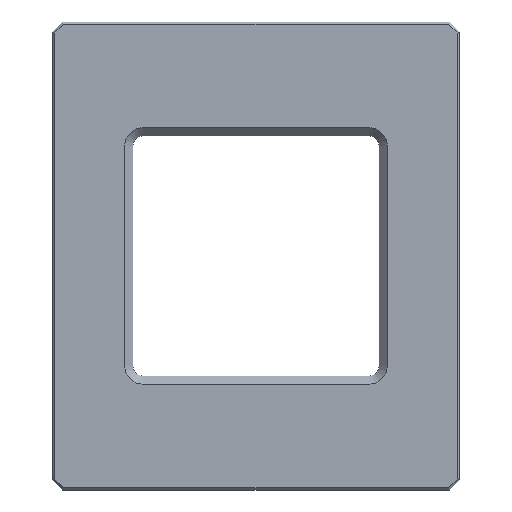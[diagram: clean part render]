
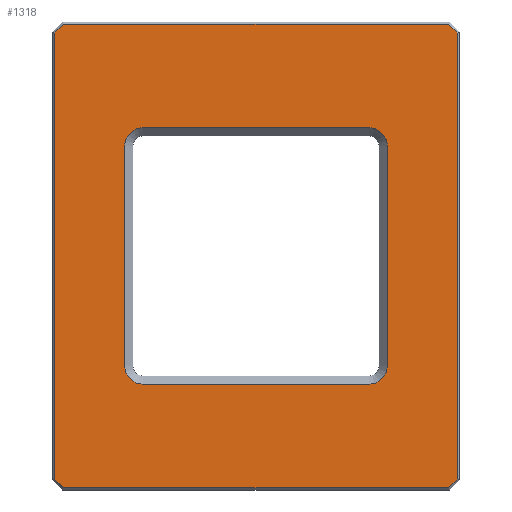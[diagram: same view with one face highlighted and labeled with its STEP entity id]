
A CAD part, top view. The second image highlights one B-rep face of the part: STEP entity #1318.
In plain terms, the highlighted planar face has unit normal (0, 0, 1).
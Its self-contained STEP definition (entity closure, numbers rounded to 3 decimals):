
#194=FACE_BOUND('',#361,.T.);
#222=PLANE('',#1446);
#283=FACE_OUTER_BOUND('',#360,.T.);
#360=EDGE_LOOP('',(#1161,#1162,#1163,#1164,#1165,#1166,#1167,#1168));
#361=EDGE_LOOP('',(#1169,#1170,#1171,#1172,#1173,#1174,#1175,#1176));
#452=LINE('',#2106,#570);
#456=LINE('',#2113,#574);
#459=LINE('',#2119,#577);
#462=LINE('',#2125,#580);
#465=LINE('',#2130,#583);
#467=LINE('',#2134,#585);
#469=LINE('',#2138,#587);
#471=LINE('',#2141,#589);
#473=LINE('',#2149,#591);
#474=LINE('',#2153,#592);
#475=LINE('',#2157,#593);
#476=LINE('',#2160,#594);
#570=VECTOR('',#1721,10.);
#574=VECTOR('',#1727,10.);
#577=VECTOR('',#1732,10.);
#580=VECTOR('',#1737,10.);
#583=VECTOR('',#1742,10.);
#585=VECTOR('',#1746,10.);
#587=VECTOR('',#1750,10.);
#589=VECTOR('',#1754,10.);
#591=VECTOR('',#1762,10.);
#592=VECTOR('',#1765,10.);
#593=VECTOR('',#1768,10.);
#594=VECTOR('',#1771,10.);
#653=CIRCLE('',#1447,9.);
#654=CIRCLE('',#1448,9.);
#655=CIRCLE('',#1449,9.);
#656=CIRCLE('',#1450,9.);
#740=VERTEX_POINT('',#2104);
#741=VERTEX_POINT('',#2105);
#743=VERTEX_POINT('',#2112);
#745=VERTEX_POINT('',#2118);
#747=VERTEX_POINT('',#2124);
#748=VERTEX_POINT('',#2129);
#749=VERTEX_POINT('',#2133);
#750=VERTEX_POINT('',#2137);
#751=VERTEX_POINT('',#2145);
#752=VERTEX_POINT('',#2146);
#753=VERTEX_POINT('',#2148);
#754=VERTEX_POINT('',#2150);
#755=VERTEX_POINT('',#2152);
#756=VERTEX_POINT('',#2154);
#757=VERTEX_POINT('',#2156);
#758=VERTEX_POINT('',#2158);
#874=EDGE_CURVE('',#740,#741,#452,.T.);
#878=EDGE_CURVE('',#741,#743,#456,.T.);
#881=EDGE_CURVE('',#743,#745,#459,.T.);
#884=EDGE_CURVE('',#745,#747,#462,.T.);
#887=EDGE_CURVE('',#747,#748,#465,.T.);
#889=EDGE_CURVE('',#748,#749,#467,.T.);
#891=EDGE_CURVE('',#749,#750,#469,.T.);
#893=EDGE_CURVE('',#750,#740,#471,.T.);
#895=EDGE_CURVE('',#751,#752,#653,.T.);
#896=EDGE_CURVE('',#753,#751,#473,.T.);
#897=EDGE_CURVE('',#754,#753,#654,.T.);
#898=EDGE_CURVE('',#755,#754,#474,.T.);
#899=EDGE_CURVE('',#756,#755,#655,.T.);
#900=EDGE_CURVE('',#757,#756,#475,.T.);
#901=EDGE_CURVE('',#758,#757,#656,.T.);
#902=EDGE_CURVE('',#752,#758,#476,.T.);
#1161=ORIENTED_EDGE('',*,*,#874,.F.);
#1162=ORIENTED_EDGE('',*,*,#893,.F.);
#1163=ORIENTED_EDGE('',*,*,#891,.F.);
#1164=ORIENTED_EDGE('',*,*,#889,.F.);
#1165=ORIENTED_EDGE('',*,*,#887,.F.);
#1166=ORIENTED_EDGE('',*,*,#884,.F.);
#1167=ORIENTED_EDGE('',*,*,#881,.F.);
#1168=ORIENTED_EDGE('',*,*,#878,.F.);
#1169=ORIENTED_EDGE('',*,*,#895,.F.);
#1170=ORIENTED_EDGE('',*,*,#896,.F.);
#1171=ORIENTED_EDGE('',*,*,#897,.F.);
#1172=ORIENTED_EDGE('',*,*,#898,.F.);
#1173=ORIENTED_EDGE('',*,*,#899,.F.);
#1174=ORIENTED_EDGE('',*,*,#900,.F.);
#1175=ORIENTED_EDGE('',*,*,#901,.F.);
#1176=ORIENTED_EDGE('',*,*,#902,.F.);
#1318=ADVANCED_FACE('',(#283,#194),#222,.T.);
#1446=AXIS2_PLACEMENT_3D('',#2144,#1758,#1759);
#1447=AXIS2_PLACEMENT_3D('',#2147,#1760,#1761);
#1448=AXIS2_PLACEMENT_3D('',#2151,#1763,#1764);
#1449=AXIS2_PLACEMENT_3D('',#2155,#1766,#1767);
#1450=AXIS2_PLACEMENT_3D('',#2159,#1769,#1770);
#1721=DIRECTION('',(0.,-1.,0.));
#1727=DIRECTION('',(-0.707,-0.707,0.));
#1732=DIRECTION('',(-1.,0.,0.));
#1737=DIRECTION('',(-0.707,0.707,0.));
#1742=DIRECTION('',(0.,1.,0.));
#1746=DIRECTION('',(0.707,0.707,0.));
#1750=DIRECTION('',(1.,0.,0.));
#1754=DIRECTION('',(0.707,-0.707,0.));
#1758=DIRECTION('center_axis',(0.,0.,1.));
#1759=DIRECTION('ref_axis',(1.,0.,0.));
#1760=DIRECTION('center_axis',(0.,0.,1.));
#1761=DIRECTION('ref_axis',(0.707,0.707,0.));
#1762=DIRECTION('',(0.,1.,0.));
#1763=DIRECTION('center_axis',(0.,0.,1.));
#1764=DIRECTION('ref_axis',(0.707,-0.707,0.));
#1765=DIRECTION('',(1.,0.,0.));
#1766=DIRECTION('center_axis',(0.,0.,1.));
#1767=DIRECTION('ref_axis',(-0.707,-0.707,0.));
#1768=DIRECTION('',(0.,-1.,0.));
#1769=DIRECTION('center_axis',(0.,0.,1.));
#1770=DIRECTION('ref_axis',(-0.707,0.707,0.));
#1771=DIRECTION('',(-1.,0.,0.));
#2104=CARTESIAN_POINT('',(99.,109.586,13.));
#2105=CARTESIAN_POINT('',(99.,-109.586,13.));
#2106=CARTESIAN_POINT('',(99.,-57.5,13.));
#2112=CARTESIAN_POINT('',(94.586,-114.,13.));
#2113=CARTESIAN_POINT('',(100.543,-108.043,13.));
#2118=CARTESIAN_POINT('',(-94.586,-114.,13.));
#2119=CARTESIAN_POINT('',(-50.,-114.,13.));
#2124=CARTESIAN_POINT('',(-99.,-109.586,13.));
#2125=CARTESIAN_POINT('',(-100.543,-108.043,13.));
#2129=CARTESIAN_POINT('',(-99.,109.586,13.));
#2130=CARTESIAN_POINT('',(-99.,57.5,13.));
#2133=CARTESIAN_POINT('',(-94.586,114.,13.));
#2134=CARTESIAN_POINT('',(-100.543,108.043,13.));
#2137=CARTESIAN_POINT('',(94.586,114.,13.));
#2138=CARTESIAN_POINT('',(50.,114.,13.));
#2141=CARTESIAN_POINT('',(100.543,108.043,13.));
#2144=CARTESIAN_POINT('Origin',(0.,0.,13.));
#2145=CARTESIAN_POINT('',(64.5,54.,13.));
#2146=CARTESIAN_POINT('',(55.5,63.,13.));
#2147=CARTESIAN_POINT('Origin',(55.5,54.,13.));
#2148=CARTESIAN_POINT('',(64.5,-54.,13.));
#2149=CARTESIAN_POINT('',(64.5,29.5,13.));
#2150=CARTESIAN_POINT('',(55.5,-63.,13.));
#2151=CARTESIAN_POINT('Origin',(55.5,-54.,13.));
#2152=CARTESIAN_POINT('',(-55.5,-63.,13.));
#2153=CARTESIAN_POINT('',(30.25,-63.,13.));
#2154=CARTESIAN_POINT('',(-64.5,-54.,13.));
#2155=CARTESIAN_POINT('Origin',(-55.5,-54.,13.));
#2156=CARTESIAN_POINT('',(-64.5,54.,13.));
#2157=CARTESIAN_POINT('',(-64.5,-29.5,13.));
#2158=CARTESIAN_POINT('',(-55.5,63.,13.));
#2159=CARTESIAN_POINT('Origin',(-55.5,54.,13.));
#2160=CARTESIAN_POINT('',(-30.25,63.,13.));
